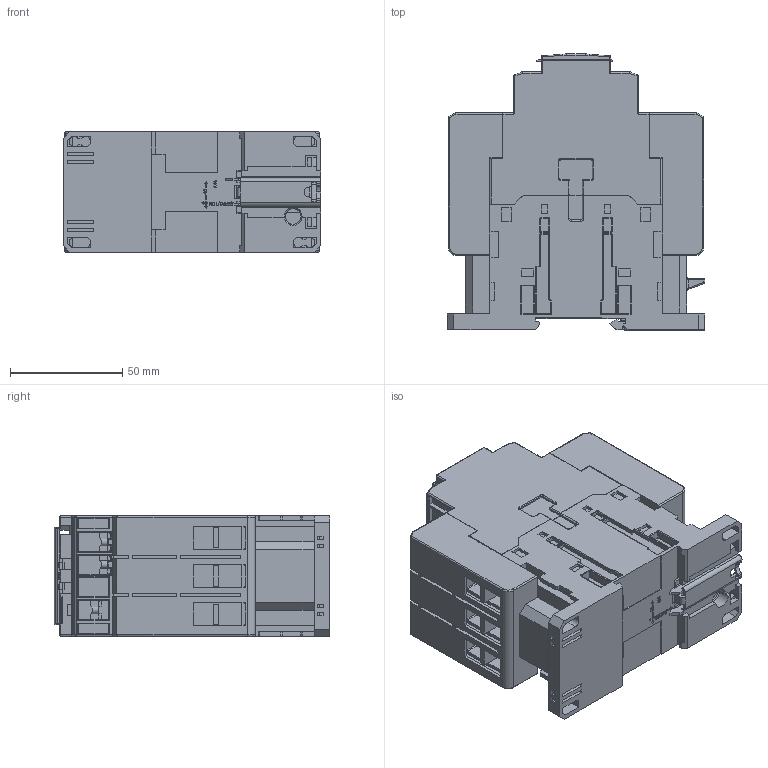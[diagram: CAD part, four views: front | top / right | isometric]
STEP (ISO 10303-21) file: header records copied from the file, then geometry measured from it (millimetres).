
FILE_DESCRIPTION (( 'STEP AP203' ), '1' );
FILE_NAME ('CWBS65-33-30D15.step', '2023-01-18T18:18:27', ( '' ), ( '' ), 'SwSTEP 2.0', 'SolidWorks 2021', '' );
FILE_SCHEMA (( 'CONFIG_CONTROL_DESIGN' ));
Length unit declared in the file: inch
Products named in the file (1): CWBS65-33-30D15
Bounding box: 115 x 123.1 x 53.8 mm (x, y, z)
Volume: 551823.3 mm3; surface area: 135007.8 mm2
Topology: 37 solids, 57 shells, 2637 faces, 6897 edges, 4410 vertices
Faces by surface type: plane 1669, cylinder 550, bspline 328, cone 90
Entity records: 87342 total; most frequent: CARTESIAN_POINT 24594, ORIENTED_EDGE 13710, DIRECTION 12013, EDGE_CURVE 6855, VECTOR 4751, LINE 4751, VERTEX_POINT 4410, AXIS2_PLACEMENT_3D 3631
